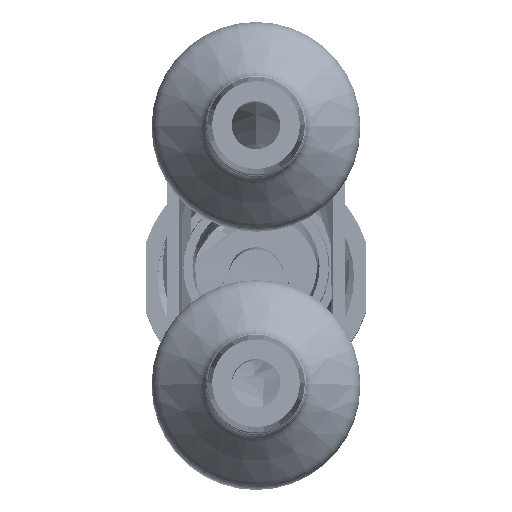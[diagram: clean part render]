
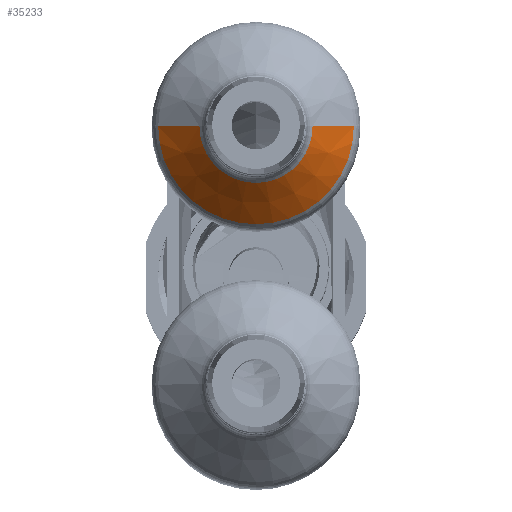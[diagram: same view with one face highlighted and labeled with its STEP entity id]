
A CAD part, top view. The second image highlights one B-rep face of the part: STEP entity #35233.
In plain terms, the highlighted conical face has half-angle 45 degrees and reference radius 1.7 mm.
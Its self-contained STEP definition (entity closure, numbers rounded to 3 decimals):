
#30421=CARTESIAN_POINT('',(13.346,0.,0.));
#30422=DIRECTION('',(-1.,0.,0.));
#30423=DIRECTION('',(0.,1.,0.));
#30424=AXIS2_PLACEMENT_3D('',#30421,#30422,#30423);
#30426=DIRECTION('',(-0.707,-0.707,0.));
#30427=VECTOR('',#30426,1.283);
#30428=CARTESIAN_POINT('',(14.254,-1.246,
0.));
#30429=LINE('',#30428,#30427);
#30430=CARTESIAN_POINT('',(14.254,0.,0.));
#30431=DIRECTION('',(1.,0.,0.));
#30432=DIRECTION('',(0.,-1.,0.));
#30433=AXIS2_PLACEMENT_3D('',#30430,#30431,#30432);
#30435=DIRECTION('',(-0.707,0.707,0.));
#30436=VECTOR('',#30435,1.283);
#30437=CARTESIAN_POINT('',(14.254,1.246,
0.));
#30438=LINE('',#30437,#30436);
#34141=CARTESIAN_POINT('',(14.254,-1.246,0.));
#34142=CARTESIAN_POINT('',(14.254,1.246,0.));
#34143=VERTEX_POINT('',#34141);
#34144=VERTEX_POINT('',#34142);
#34149=CARTESIAN_POINT('',(13.346,-2.154,0.));
#34150=CARTESIAN_POINT('',(13.346,2.154,0.));
#34151=VERTEX_POINT('',#34149);
#34152=VERTEX_POINT('',#34150);
#35219=CARTESIAN_POINT('',(13.8,0.,0.));
#35220=DIRECTION('',(-1.,0.,0.));
#35221=DIRECTION('',(0.,1.,0.));
#35222=AXIS2_PLACEMENT_3D('',#35219,#35220,#35221);
#35223=CONICAL_SURFACE('',#35222,1.7,45.);
#35224=ORIENTED_EDGE('',*,*,#35213,.T.);
#35226=ORIENTED_EDGE('',*,*,#35225,.F.);
#35228=ORIENTED_EDGE('',*,*,#35227,.T.);
#35230=ORIENTED_EDGE('',*,*,#35229,.T.);
#35231=EDGE_LOOP('',(#35224,#35226,#35228,#35230));
#35232=FACE_OUTER_BOUND('',#35231,.F.);
#35233=ADVANCED_FACE('',(#35232),#35223,.T.);
#30425=CIRCLE('',#30424,2.154);
#30434=CIRCLE('',#30433,1.246);
#35213=EDGE_CURVE('',#34152,#34151,#30425,.T.);
#35225=EDGE_CURVE('',#34143,#34151,#30429,.T.);
#35227=EDGE_CURVE('',#34143,#34144,#30434,.T.);
#35229=EDGE_CURVE('',#34144,#34152,#30438,.T.);
